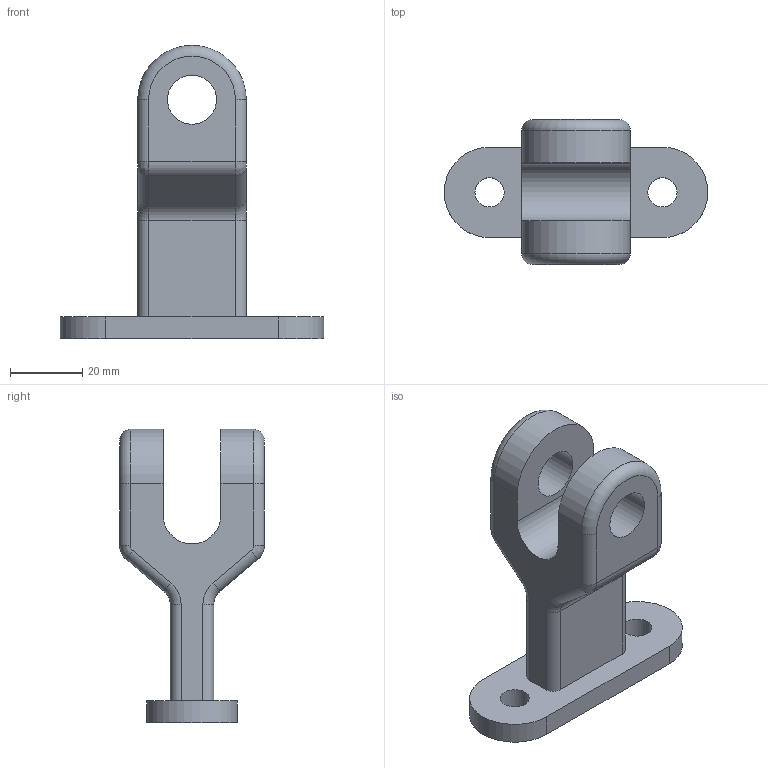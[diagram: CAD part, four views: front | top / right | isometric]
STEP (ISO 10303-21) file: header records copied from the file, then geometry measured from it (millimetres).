
FILE_DESCRIPTION(/* description */ (''),/* implementation_level */ '2;1');
FILE_NAME(/* name */ 'Fitting.stp',/* time_stamp */ '2021-11-30T12:15:16-05:00',/* author */ ('Manuel'),/* organization */ (''),/* preprocessor_version */ 'ST-DEVELOPER v18',/* originating_system */ 'Autodesk Inventor 2020',/* authorisation */ '');
FILE_SCHEMA (('AUTOMOTIVE_DESIGN { 1 0 10303 214 3 1 1 }'));
Length unit declared in the file: millimetre
Products named in the file (1): Fitting
Bounding box: 72.76 x 40 x 81 mm (x, y, z)
Volume: 49493.9 mm3; surface area: 14291.9 mm2
Topology: 1 solids, 1 shells, 49 faces, 118 edges, 72 vertices
Faces by surface type: cylinder 25, plane 14, torus 6, bspline 4
Full cylindrical faces by diameter (mm): 8.061 x2, 13.553 x2
Entity records: 1505 total; most frequent: CARTESIAN_POINT 272, DIRECTION 270, ORIENTED_EDGE 236, EDGE_CURVE 118, AXIS2_PLACEMENT_3D 106, VERTEX_POINT 72, CIRCLE 60, EDGE_LOOP 58
